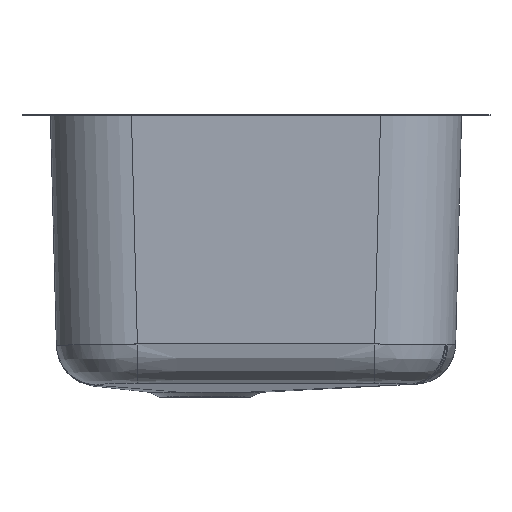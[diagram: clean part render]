
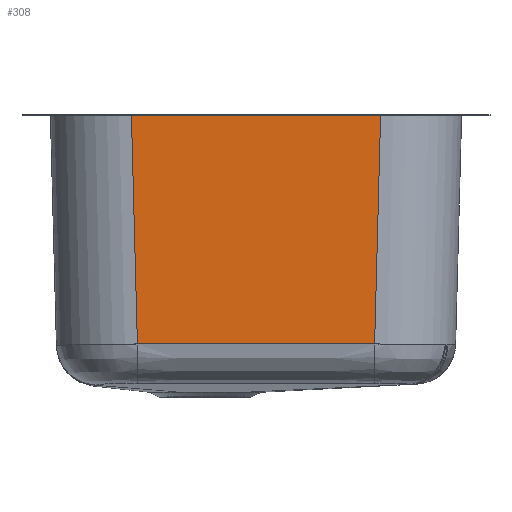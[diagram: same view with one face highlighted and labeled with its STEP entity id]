
A CAD part, left-side view. The second image highlights one B-rep face of the part: STEP entity #308.
In plain terms, the highlighted planar face has unit normal (-1, 0, -0.026).
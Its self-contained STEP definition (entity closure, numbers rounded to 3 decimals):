
#109=B_SPLINE_CURVE_WITH_KNOTS('',3,(#2035,#2036,#2037,#2038,#2039,#2040,
#2041),.UNSPECIFIED.,.F.,.F.,(4,3,4),(0.,0.592,1.),.UNSPECIFIED.);
#308=ADVANCED_FACE('',(#419),#391,.F.);
#391=PLANE('',#1603);
#419=FACE_OUTER_BOUND('',#506,.T.);
#506=EDGE_LOOP('',(#693,#694,#695,#696));
#693=ORIENTED_EDGE('',*,*,#1269,.T.);
#694=ORIENTED_EDGE('',*,*,#1270,.T.);
#695=ORIENTED_EDGE('',*,*,#1271,.T.);
#696=ORIENTED_EDGE('',*,*,#1256,.T.);
#1085=VERTEX_POINT('',#1997);
#1086=VERTEX_POINT('',#1999);
#1097=VERTEX_POINT('',#2034);
#1098=VERTEX_POINT('',#2042);
#1256=EDGE_CURVE('',#1086,#1085,#1480,.T.);
#1269=EDGE_CURVE('',#1085,#1097,#1487,.T.);
#1270=EDGE_CURVE('',#1097,#1098,#109,.T.);
#1271=EDGE_CURVE('',#1098,#1086,#1488,.T.);
#1480=LINE('',#1998,#1544);
#1487=LINE('',#2033,#1551);
#1488=LINE('',#2043,#1552);
#1544=VECTOR('',#1754,1.);
#1551=VECTOR('',#1775,1.);
#1552=VECTOR('',#1776,1.);
#1603=AXIS2_PLACEMENT_3D('',#2044,#1777,#1778);
#1754=DIRECTION('',(0.,1.,0.));
#1775=DIRECTION('',(0.026,-0.026,-0.999));
#1776=DIRECTION('',(-0.026,-0.026,0.999));
#1777=DIRECTION('',(1.,0.,0.026));
#1778=DIRECTION('',(0.026,0.,-1.));
#1997=CARTESIAN_POINT('',(1213.099,838.119,0.));
#1998=CARTESIAN_POINT('',(1213.099,715.091,0.));
#1999=CARTESIAN_POINT('',(1213.099,592.064,0.));
#2033=CARTESIAN_POINT('',(1213.183,838.035,-3.217));
#2034=CARTESIAN_POINT('',(1219.026,832.192,-226.347));
#2035=CARTESIAN_POINT('',(1219.026,832.192,-226.347));
#2036=CARTESIAN_POINT('',(1219.026,785.94,-226.354));
#2037=CARTESIAN_POINT('',(1219.026,739.689,-226.354));
#2038=CARTESIAN_POINT('',(1219.026,693.438,-226.348));
#2039=CARTESIAN_POINT('',(1219.026,661.622,-226.344));
#2040=CARTESIAN_POINT('',(1219.025,629.806,-226.337));
#2041=CARTESIAN_POINT('',(1219.025,597.991,-226.327));
#2042=CARTESIAN_POINT('',(1219.025,597.991,-226.327));
#2043=CARTESIAN_POINT('',(1213.183,592.148,-3.217));
#2044=CARTESIAN_POINT('',(1213.099,715.091,0.));
